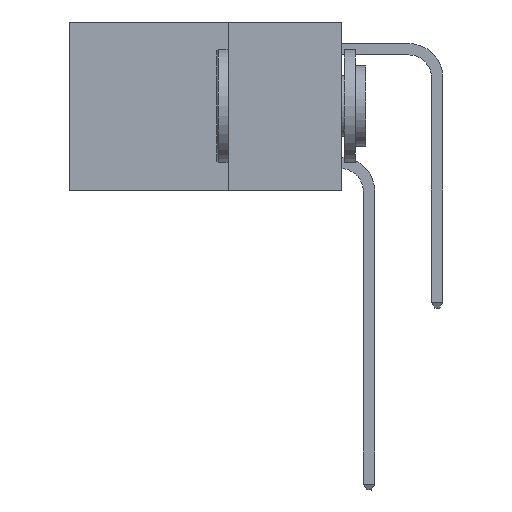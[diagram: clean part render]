
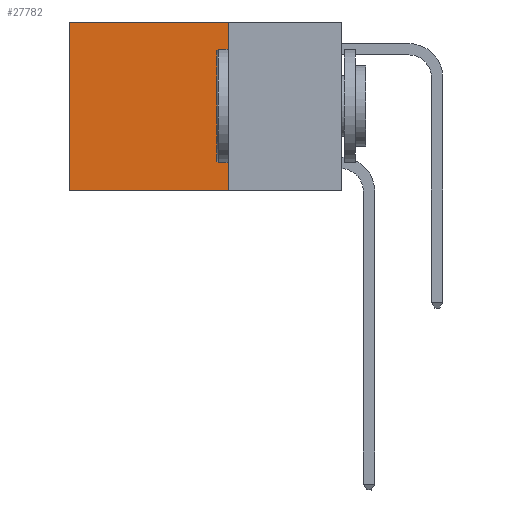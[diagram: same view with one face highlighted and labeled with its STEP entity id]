
A CAD part, left-side view. The second image highlights one B-rep face of the part: STEP entity #27782.
In plain terms, the highlighted planar face has unit normal (-1, 0, 0).
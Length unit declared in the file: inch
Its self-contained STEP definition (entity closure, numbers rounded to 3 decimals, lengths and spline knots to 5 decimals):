
#917 = VECTOR ( 'NONE', #32093, 39.37008 ) ;
#2836 = CARTESIAN_POINT ( 'NONE',  ( 0.2625, 0.25, -0.37 ) ) ;
#3487 = ORIENTED_EDGE ( 'NONE', *, *, #22836, .F. ) ;
#4377 = LINE ( 'NONE', #24350, #11344 ) ;
#4559 = CARTESIAN_POINT ( 'NONE',  ( 0.2625, 0.25, 0. ) ) ;
#4948 = CARTESIAN_POINT ( 'NONE',  ( 0.2625, 0.25, 0. ) ) ;
#5820 = DIRECTION ( 'NONE',  ( 0., 1., 0. ) ) ;
#6592 = VERTEX_POINT ( 'NONE', #12875 ) ;
#6790 = ORIENTED_EDGE ( 'NONE', *, *, #9784, .F. ) ;
#7543 = FACE_OUTER_BOUND ( 'NONE', #28879, .T. ) ;
#7665 = EDGE_CURVE ( 'NONE', #6592, #14891, #4377, .T. ) ;
#8421 = DIRECTION ( 'NONE',  ( 0., 0., -1. ) ) ;
#8731 = LINE ( 'NONE', #11198, #21738 ) ;
#9784 = EDGE_CURVE ( 'NONE', #20997, #14891, #17950, .T. ) ;
#10413 = CARTESIAN_POINT ( 'NONE',  ( 0.2625, 0.25, -0.37 ) ) ;
#11198 = CARTESIAN_POINT ( 'NONE',  ( 0.2625, 0.25, 0. ) ) ;
#11344 = VECTOR ( 'NONE', #16483, 39.37008 ) ;
#12875 = CARTESIAN_POINT ( 'NONE',  ( 0.2625, 0.6, 0. ) ) ;
#14869 = LINE ( 'NONE', #4559, #917 ) ;
#14891 = VERTEX_POINT ( 'NONE', #32155 ) ;
#16380 = VERTEX_POINT ( 'NONE', #4948 ) ;
#16483 = DIRECTION ( 'NONE',  ( 0., 0., -1. ) ) ;
#17950 = LINE ( 'NONE', #10413, #28257 ) ;
#18069 = ORIENTED_EDGE ( 'NONE', *, *, #7665, .T. ) ;
#18163 = AXIS2_PLACEMENT_3D ( 'NONE', #29666, #19509, #19821 ) ;
#19509 = DIRECTION ( 'NONE',  ( 1., 0., 0. ) ) ;
#19821 = DIRECTION ( 'NONE',  ( 0., 0., -1. ) ) ;
#20997 = VERTEX_POINT ( 'NONE', #2836 ) ;
#21738 = VECTOR ( 'NONE', #8421, 39.37008 ) ;
#22836 = EDGE_CURVE ( 'NONE', #16380, #20997, #8731, .T. ) ;
#24350 = CARTESIAN_POINT ( 'NONE',  ( 0.2625, 0.6, 0. ) ) ;
#24595 = ORIENTED_EDGE ( 'NONE', *, *, #29625, .T. ) ;
#27366 = PLANE ( 'NONE',  #18163 ) ;
#27782 = ADVANCED_FACE ( 'NONE', ( #7543 ), #27366, .F. ) ;
#28257 = VECTOR ( 'NONE', #5820, 39.37008 ) ;
#28879 = EDGE_LOOP ( 'NONE', ( #18069, #6790, #3487, #24595 ) ) ;
#29625 = EDGE_CURVE ( 'NONE', #16380, #6592, #14869, .T. ) ;
#29666 = CARTESIAN_POINT ( 'NONE',  ( 0.2625, 0.25, 0. ) ) ;
#32093 = DIRECTION ( 'NONE',  ( 0., 1., 0. ) ) ;
#32155 = CARTESIAN_POINT ( 'NONE',  ( 0.2625, 0.6, -0.37 ) ) ;
